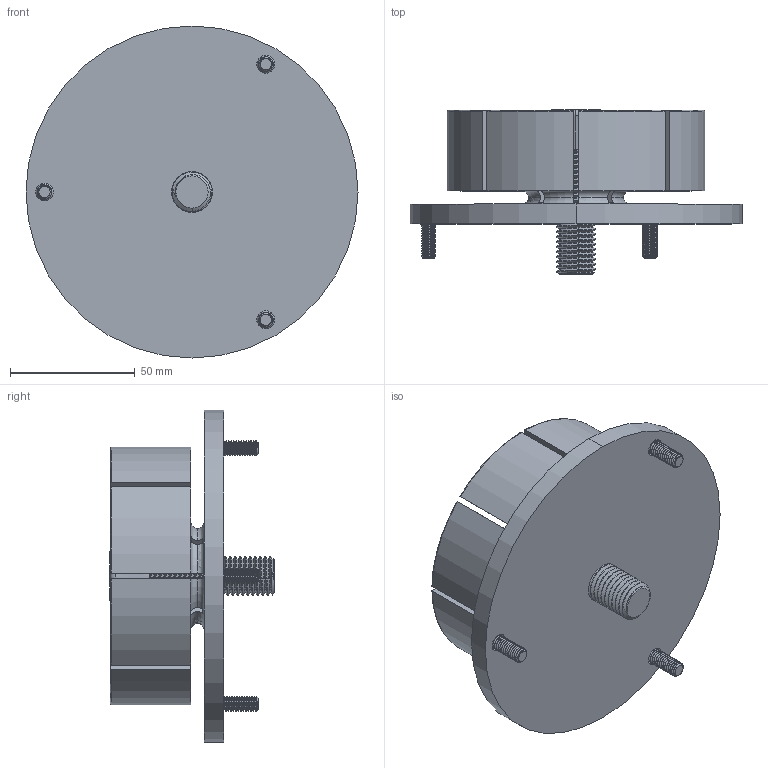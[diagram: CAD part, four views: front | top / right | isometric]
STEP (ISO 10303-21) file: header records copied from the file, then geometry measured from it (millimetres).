
FILE_DESCRIPTION (( 'STEP AP203' ), '1' );
FILE_NAME ('38450.STEP', '2016-06-23T16:16:03', ( 'tkrafton' ), ( 'Microsoft' ), 'SwSTEP 2.0', 'SolidWorks 2016', '' );
FILE_SCHEMA (( 'CONFIG_CONTROL_DESIGN' ));
Length unit declared in the file: inch
Products named in the file (4): 131450_131450 ; M620MM FHCS_M620MM FHCS; 38072_38072; 38450
Assembly tree (5 placements, depth 2):
  38450
    131450_131450 
    M620MM FHCS_M620MM FHCS  x3
    38072_38072
Bounding box: 132.87 x 66 x 132.87 mm (x, y, z)
Volume: 357402.6 mm3; surface area: 88193.1 mm2
Topology: 5 solids, 5 shells, 543 faces, 1510 edges, 982 vertices
Faces by surface type: cylinder 348, plane 95, cone 64, torus 28, bspline 8
Entity records: 17007 total; most frequent: CARTESIAN_POINT 8374, ORIENTED_EDGE 2004, DIRECTION 1470, EDGE_CURVE 1002, VERTEX_POINT 654, AXIS2_PLACEMENT_3D 551, LINE 368, EDGE_LOOP 368
